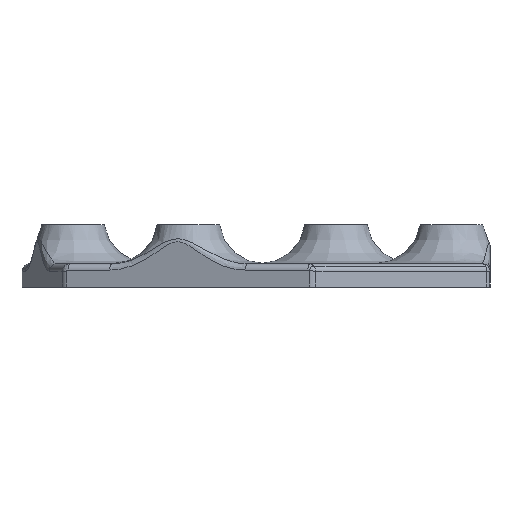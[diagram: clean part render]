
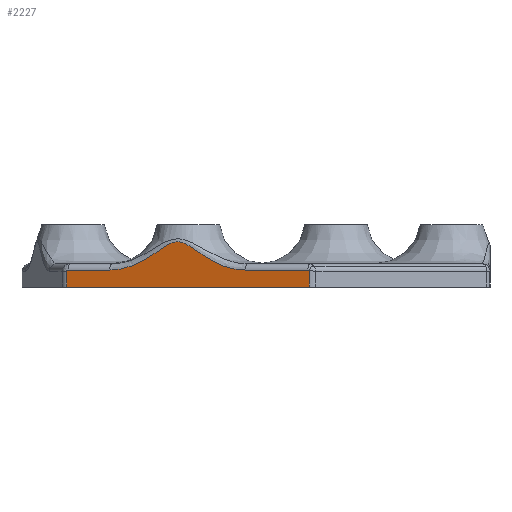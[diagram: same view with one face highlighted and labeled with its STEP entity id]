
A CAD part, front view. The second image highlights one B-rep face of the part: STEP entity #2227.
In plain terms, the highlighted planar face has unit normal (-0.295, -0.956, 0).
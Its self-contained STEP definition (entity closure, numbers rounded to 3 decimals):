
#2108=CARTESIAN_POINT('',(-143.282,-621.058,-188.145));
#2109=DIRECTION('',(-0.295,-0.956,-0.));
#2110=DIRECTION('',(0.466,-0.144,-0.873));
#2111=AXIS2_PLACEMENT_3D('',#2108,#2109,#2110);
#2112=PLANE('',#2111);
#2113=CARTESIAN_POINT('',(-151.071,-618.655,-188.145));
#2114=VERTEX_POINT('',#2113);
#2115=CARTESIAN_POINT('',(-135.5,-623.46,-188.145));
#2116=VERTEX_POINT('',#2115);
#2117=CARTESIAN_POINT('',(-151.071,-618.655,-188.145));
#2118=DIRECTION('',(0.956,-0.295,-0.));
#2119=VECTOR('',#2118,16.295);
#2120=LINE('',#2117,#2119);
#2121=EDGE_CURVE('',#2114,#2116,#2120,.T.);
#2122=ORIENTED_EDGE('',*,*,#2121,.T.);
#2123=CARTESIAN_POINT('',(-135.5,-623.46,-187.065));
#2124=VERTEX_POINT('',#2123);
#2125=CARTESIAN_POINT('',(-135.5,-623.46,-188.145));
#2126=DIRECTION('',(0.,-0.,1.));
#2127=VECTOR('',#2126,1.08);
#2128=LINE('',#2125,#2127);
#2129=EDGE_CURVE('',#2116,#2124,#2128,.T.);
#2130=ORIENTED_EDGE('',*,*,#2129,.T.);
#2131=CARTESIAN_POINT('',(-135.57,-623.438,-187.045));
#2132=VERTEX_POINT('',#2131);
#2133=CARTESIAN_POINT('',(-135.57,-623.438,-187.145));
#2134=DIRECTION('',(-0.295,-0.956,0.));
#2135=DIRECTION('',(0.956,-0.295,-0.));
#2136=AXIS2_PLACEMENT_3D('',#2133,#2134,#2135);
#2137=ELLIPSE('',#2136,0.124,0.1);
#2138=EDGE_CURVE('',#2124,#2132,#2137,.T.);
#2139=ORIENTED_EDGE('',*,*,#2138,.T.);
#2140=CARTESIAN_POINT('',(-139.587,-622.198,-187.045));
#2141=VERTEX_POINT('',#2140);
#2142=CARTESIAN_POINT('',(-135.57,-623.438,-187.045));
#2143=DIRECTION('',(-0.956,0.295,0.));
#2144=VECTOR('',#2143,4.203);
#2145=LINE('',#2142,#2144);
#2146=EDGE_CURVE('',#2132,#2141,#2145,.T.);
#2147=ORIENTED_EDGE('',*,*,#2146,.T.);
#2148=CARTESIAN_POINT('',(-148.294,-619.512,-187.045));
#2149=VERTEX_POINT('',#2148);
#2150=CARTESIAN_POINT('',(-139.587,-622.198,-187.045));
#2151=CARTESIAN_POINT('',(-139.787,-622.137,-187.045));
#2152=CARTESIAN_POINT('',(-139.987,-622.075,-187.029));
#2153=CARTESIAN_POINT('',(-140.184,-622.014,-186.997));
#2154=CARTESIAN_POINT('',(-140.381,-621.953,-186.966));
#2155=CARTESIAN_POINT('',(-140.574,-621.894,-186.92));
#2156=CARTESIAN_POINT('',(-140.762,-621.836,-186.861));
#2157=CARTESIAN_POINT('',(-141.139,-621.72,-186.745));
#2158=CARTESIAN_POINT('',(-141.499,-621.609,-186.577));
#2159=CARTESIAN_POINT('',(-141.847,-621.501,-186.376));
#2160=CARTESIAN_POINT('',(-142.021,-621.447,-186.275));
#2161=CARTESIAN_POINT('',(-142.191,-621.395,-186.167));
#2162=CARTESIAN_POINT('',(-142.358,-621.343,-186.055));
#2163=CARTESIAN_POINT('',(-142.525,-621.292,-185.942));
#2164=CARTESIAN_POINT('',(-142.69,-621.241,-185.826));
#2165=CARTESIAN_POINT('',(-142.856,-621.19,-185.711));
#2166=CARTESIAN_POINT('',(-143.022,-621.138,-185.597));
#2167=CARTESIAN_POINT('',(-143.189,-621.087,-185.483));
#2168=CARTESIAN_POINT('',(-143.367,-621.032,-185.389));
#2169=CARTESIAN_POINT('',(-143.456,-621.005,-185.342));
#2170=CARTESIAN_POINT('',(-143.547,-620.977,-185.301));
#2171=CARTESIAN_POINT('',(-143.642,-620.947,-185.272));
#2172=CARTESIAN_POINT('',(-143.737,-620.918,-185.243));
#2173=CARTESIAN_POINT('',(-143.838,-620.887,-185.227));
#2174=CARTESIAN_POINT('',(-143.937,-620.856,-185.228));
#2175=CARTESIAN_POINT('',(-144.036,-620.826,-185.229));
#2176=CARTESIAN_POINT('',(-144.135,-620.795,-185.246));
#2177=CARTESIAN_POINT('',(-144.231,-620.766,-185.275));
#2178=CARTESIAN_POINT('',(-144.326,-620.736,-185.304));
#2179=CARTESIAN_POINT('',(-144.418,-620.708,-185.343));
#2180=CARTESIAN_POINT('',(-144.507,-620.68,-185.389));
#2181=CARTESIAN_POINT('',(-144.686,-620.625,-185.479));
#2182=CARTESIAN_POINT('',(-144.855,-620.573,-185.591));
#2183=CARTESIAN_POINT('',(-145.021,-620.522,-185.705));
#2184=CARTESIAN_POINT('',(-145.188,-620.47,-185.818));
#2185=CARTESIAN_POINT('',(-145.353,-620.419,-185.936));
#2186=CARTESIAN_POINT('',(-145.519,-620.368,-186.049));
#2187=CARTESIAN_POINT('',(-145.686,-620.316,-186.163));
#2188=CARTESIAN_POINT('',(-145.855,-620.264,-186.272));
#2189=CARTESIAN_POINT('',(-146.028,-620.211,-186.373));
#2190=CARTESIAN_POINT('',(-146.202,-620.157,-186.475));
#2191=CARTESIAN_POINT('',(-146.38,-620.102,-186.568));
#2192=CARTESIAN_POINT('',(-146.563,-620.046,-186.651));
#2193=CARTESIAN_POINT('',(-146.746,-619.989,-186.734));
#2194=CARTESIAN_POINT('',(-146.934,-619.931,-186.806));
#2195=CARTESIAN_POINT('',(-147.124,-619.873,-186.864));
#2196=CARTESIAN_POINT('',(-147.503,-619.756,-186.98));
#2197=CARTESIAN_POINT('',(-147.892,-619.636,-187.045));
#2198=CARTESIAN_POINT('',(-148.294,-619.512,-187.045));
#2199=B_SPLINE_CURVE_WITH_KNOTS('',3,(#2150,#2151,#2152,#2153,#2154,#2155,#2156,#2157,#2158,#2159,#2160,#2161,#2162,#2163,#2164,#2165,#2166,#2167,#2168,#2169,#2170,#2171,#2172,#2173,#2174,#2175,
#2176,#2177,#2178,#2179,#2180,#2181,#2182,#2183,#2184,#2185,#2186,#2187,#2188,#2189,#2190,#2191,#2192,#2193,#2194,#2195,#2196,#2197,#2198),.UNSPECIFIED.,.F.,.F.,(4,3,3,3,3,3,3,3,3,3,3,3,3,3,3,3,4),(-0.,0.001,0.001,0.002,0.003,0.004,0.004,0.005,0.005,0.005,0.006,0.006,0.007,0.007,0.008,0.009,0.01),.UNSPECIFIED.);
#2200=EDGE_CURVE('',#2141,#2149,#2199,.T.);
#2201=ORIENTED_EDGE('',*,*,#2200,.T.);
#2202=CARTESIAN_POINT('',(-150.963,-618.688,-187.045));
#2203=VERTEX_POINT('',#2202);
#2204=CARTESIAN_POINT('',(-148.294,-619.512,-187.045));
#2205=DIRECTION('',(-0.956,0.295,0.));
#2206=VECTOR('',#2205,2.794);
#2207=LINE('',#2204,#2206);
#2208=EDGE_CURVE('',#2149,#2203,#2207,.T.);
#2209=ORIENTED_EDGE('',*,*,#2208,.T.);
#2210=CARTESIAN_POINT('',(-151.071,-618.655,-187.145));
#2211=VERTEX_POINT('',#2210);
#2212=CARTESIAN_POINT('',(-150.963,-618.688,-187.145));
#2213=DIRECTION('',(-0.295,-0.956,0.));
#2214=DIRECTION('',(0.956,-0.295,-0.));
#2215=AXIS2_PLACEMENT_3D('',#2212,#2213,#2214);
#2216=ELLIPSE('',#2215,0.112,0.1);
#2217=EDGE_CURVE('',#2203,#2211,#2216,.T.);
#2218=ORIENTED_EDGE('',*,*,#2217,.T.);
#2219=CARTESIAN_POINT('',(-151.071,-618.655,-187.145));
#2220=DIRECTION('',(-0.,0.,-1.));
#2221=VECTOR('',#2220,1.);
#2222=LINE('',#2219,#2221);
#2223=EDGE_CURVE('',#2211,#2114,#2222,.T.);
#2224=ORIENTED_EDGE('',*,*,#2223,.T.);
#2225=EDGE_LOOP('',(#2122,#2130,#2139,#2147,#2201,#2209,#2218,#2224));
#2226=FACE_BOUND('',#2225,.T.);
#2227=ADVANCED_FACE('',(#2226),#2112,.T.);
